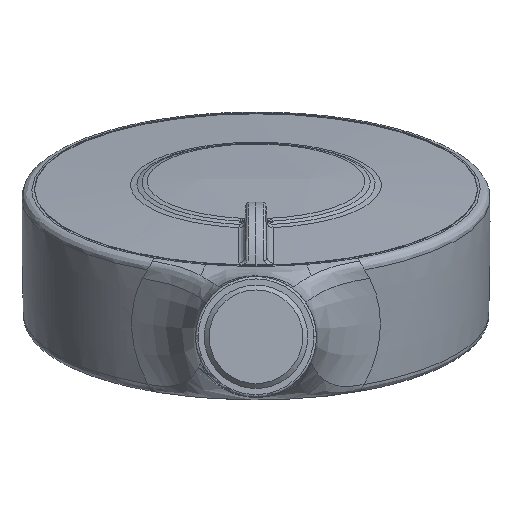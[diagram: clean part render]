
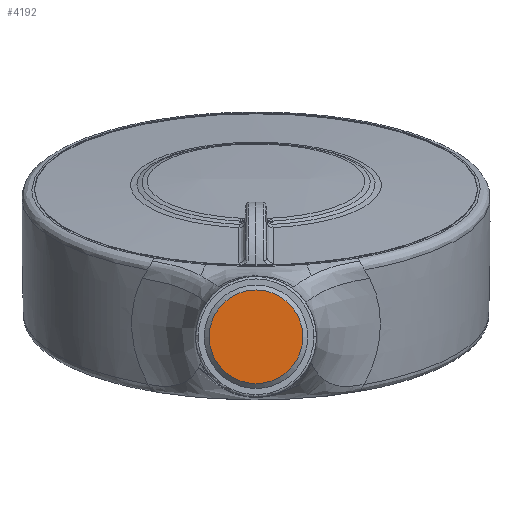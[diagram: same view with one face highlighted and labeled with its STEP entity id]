
A CAD part, front view. The second image highlights one B-rep face of the part: STEP entity #4192.
In plain terms, the highlighted planar face has unit normal (0, -1, 0).
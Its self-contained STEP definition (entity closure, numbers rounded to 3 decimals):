
#800 = CIRCLE ( 'NONE', #6451, 9.5 ) ;
#1489 = PLANE ( 'NONE',  #8861 ) ;
#1491 = ORIENTED_EDGE ( 'NONE', *, *, #2868, .T. ) ;
#1587 = EDGE_LOOP ( 'NONE', ( #1491 ) ) ;
#2266 = DIRECTION ( 'NONE',  ( 1., 0., 0. ) ) ;
#2268 = DIRECTION ( 'NONE',  ( 0., -1., 0. ) ) ;
#2273 = CARTESIAN_POINT ( 'NONE',  ( 0.252, 0.164, 0.303 ) ) ;
#2868 = EDGE_CURVE ( 'NONE', #8665, #8665, #800, .T. ) ;
#3628 = DIRECTION ( 'NONE',  ( 0., 0., 1. ) ) ;
#4192 = ADVANCED_FACE ( 'NONE', ( #7786 ), #1489, .T. ) ;
#5176 = CARTESIAN_POINT ( 'NONE',  ( 9.752, 0.164, 0.303 ) ) ;
#5774 = CARTESIAN_POINT ( 'NONE',  ( 0.252, 0.164, 0.303 ) ) ;
#6451 = AXIS2_PLACEMENT_3D ( 'NONE', #2273, #2268, #2266 ) ;
#7786 = FACE_OUTER_BOUND ( 'NONE', #1587, .T. ) ;
#7804 = DIRECTION ( 'NONE',  ( 0., -1., 0. ) ) ;
#8665 = VERTEX_POINT ( 'NONE', #5176 ) ;
#8861 = AXIS2_PLACEMENT_3D ( 'NONE', #5774, #7804, #3628 ) ;
